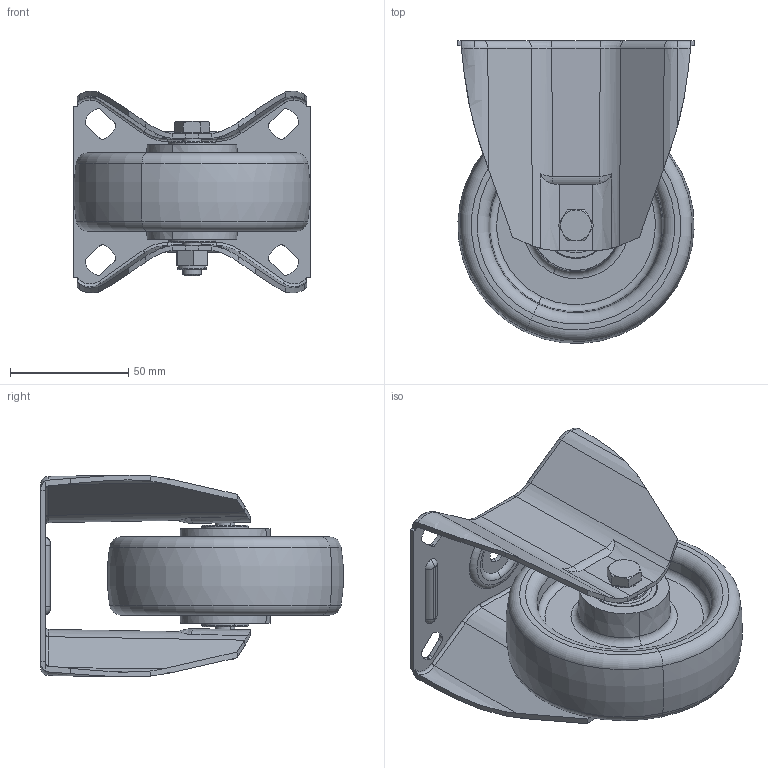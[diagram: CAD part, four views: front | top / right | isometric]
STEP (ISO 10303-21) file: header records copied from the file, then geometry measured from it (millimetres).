
FILE_DESCRIPTION (( 'STEP AP214' ), '1' );
FILE_NAME ('0029865_B-MV-PAM-100-K_(A-03).step', '2019-10-11T09:41:28', ( '' ), ( '' ), 'SwSTEP 2.0', 'SolidWorks 2018', '' );
FILE_SCHEMA (( 'AUTOMOTIVE_DESIGN' ));
Length unit declared in the file: millimetre
Products named in the file (1): 0029865_B-MV-PAM-100-K_(A-03)
Bounding box: 100.07 x 127.83 x 85.26 mm (x, y, z)
Volume: 223915.6 mm3; surface area: 89513.3 mm2
Topology: 8 solids, 12 shells, 426 faces, 1000 edges, 618 vertices
Faces by surface type: cylinder 148, plane 110, torus 96, cone 48, bspline 24
Entity records: 18257 total; most frequent: CARTESIAN_POINT 3711, DIRECTION 2136, ORIENTED_EDGE 2000, EDGE_CURVE 1000, AXIS2_PLACEMENT_3D 895, VERTEX_POINT 618, CIRCLE 492, EDGE_LOOP 480
